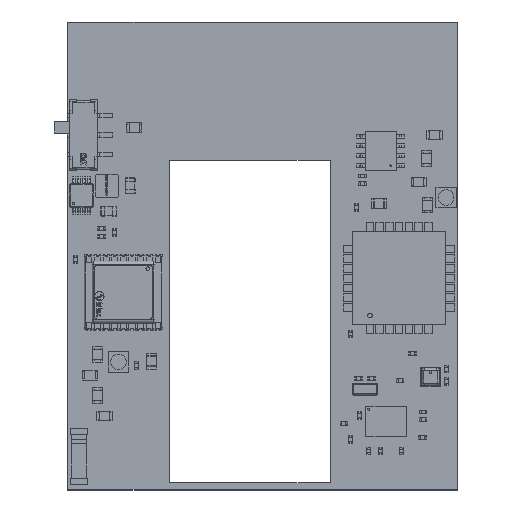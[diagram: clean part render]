
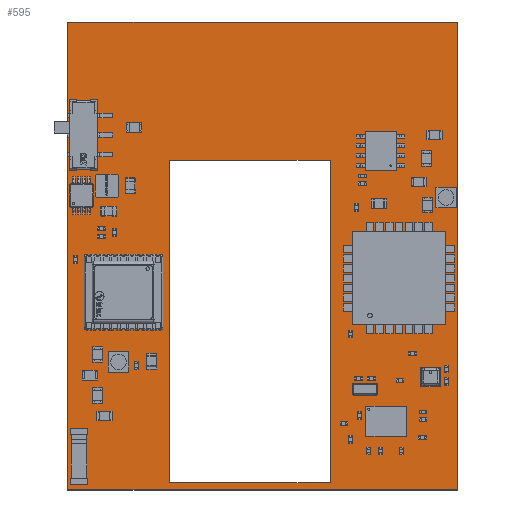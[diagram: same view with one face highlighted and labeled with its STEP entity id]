
A CAD part, top view. The second image highlights one B-rep face of the part: STEP entity #595.
In plain terms, the highlighted planar face has unit normal (0, 0, 1).
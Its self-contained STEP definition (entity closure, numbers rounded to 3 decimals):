
#264 = VERTEX_POINT('',#265);
#265 = CARTESIAN_POINT('',(0.,0.,1.621));
#271 = EDGE_CURVE('',#264,#272,#274,.T.);
#272 = VERTEX_POINT('',#273);
#273 = CARTESIAN_POINT('',(0.,60.,1.621));
#274 = LINE('',#275,#276);
#275 = CARTESIAN_POINT('',(0.,0.,1.621));
#276 = VECTOR('',#277,1.);
#277 = DIRECTION('',(0.,1.,0.));
#302 = EDGE_CURVE('',#272,#303,#305,.T.);
#303 = VERTEX_POINT('',#304);
#304 = CARTESIAN_POINT('',(50.,60.,1.621));
#305 = LINE('',#306,#307);
#306 = CARTESIAN_POINT('',(0.,60.,1.621));
#307 = VECTOR('',#308,1.);
#308 = DIRECTION('',(1.,0.,0.));
#333 = EDGE_CURVE('',#303,#334,#336,.T.);
#334 = VERTEX_POINT('',#335);
#335 = CARTESIAN_POINT('',(50.,0.,1.621));
#336 = LINE('',#337,#338);
#337 = CARTESIAN_POINT('',(50.,60.,1.621));
#338 = VECTOR('',#339,1.);
#339 = DIRECTION('',(0.,-1.,0.));
#364 = EDGE_CURVE('',#334,#264,#365,.T.);
#365 = LINE('',#366,#367);
#366 = CARTESIAN_POINT('',(50.,0.,1.621));
#367 = VECTOR('',#368,1.);
#368 = DIRECTION('',(-1.,0.,0.));
#388 = VERTEX_POINT('',#389);
#389 = CARTESIAN_POINT('',(2.45,42.1,1.621));
#395 = EDGE_CURVE('',#388,#388,#396,.T.);
#396 = CIRCLE('',#397,0.45);
#397 = AXIS2_PLACEMENT_3D('',#398,#399,#400);
#398 = CARTESIAN_POINT('',(2.,42.1,1.621));
#399 = DIRECTION('',(0.,0.,1.));
#400 = DIRECTION('',(1.,0.,-0.));
#421 = VERTEX_POINT('',#422);
#422 = CARTESIAN_POINT('',(33.638,0.9,1.621));
#428 = EDGE_CURVE('',#421,#429,#431,.T.);
#429 = VERTEX_POINT('',#430);
#430 = CARTESIAN_POINT('',(33.638,42.25,1.621));
#431 = LINE('',#432,#433);
#432 = CARTESIAN_POINT('',(33.638,0.9,1.621));
#433 = VECTOR('',#434,1.);
#434 = DIRECTION('',(0.,1.,0.));
#459 = EDGE_CURVE('',#429,#460,#462,.T.);
#460 = VERTEX_POINT('',#461);
#461 = CARTESIAN_POINT('',(13.,42.25,1.621));
#462 = LINE('',#463,#464);
#463 = CARTESIAN_POINT('',(33.638,42.25,1.621));
#464 = VECTOR('',#465,1.);
#465 = DIRECTION('',(-1.,0.,0.));
#490 = EDGE_CURVE('',#460,#491,#493,.T.);
#491 = VERTEX_POINT('',#492);
#492 = CARTESIAN_POINT('',(13.,0.9,1.621));
#493 = LINE('',#494,#495);
#494 = CARTESIAN_POINT('',(13.,42.25,1.621));
#495 = VECTOR('',#496,1.);
#496 = DIRECTION('',(0.,-1.,0.));
#521 = EDGE_CURVE('',#491,#421,#522,.T.);
#522 = LINE('',#523,#524);
#523 = CARTESIAN_POINT('',(13.,0.9,1.621));
#524 = VECTOR('',#525,1.);
#525 = DIRECTION('',(1.,0.,0.));
#545 = VERTEX_POINT('',#546);
#546 = CARTESIAN_POINT('',(2.45,48.9,1.621));
#552 = EDGE_CURVE('',#545,#545,#553,.T.);
#553 = CIRCLE('',#554,0.45);
#554 = AXIS2_PLACEMENT_3D('',#555,#556,#557);
#555 = CARTESIAN_POINT('',(2.,48.9,1.621));
#556 = DIRECTION('',(0.,0.,1.));
#557 = DIRECTION('',(1.,0.,-0.));
#595 = ADVANCED_FACE('',(#596,#602,#605,#611),#614,.F.);
#596 = FACE_BOUND('',#597,.F.);
#597 = EDGE_LOOP('',(#598,#599,#600,#601));
#598 = ORIENTED_EDGE('',*,*,#271,.T.);
#599 = ORIENTED_EDGE('',*,*,#302,.T.);
#600 = ORIENTED_EDGE('',*,*,#333,.T.);
#601 = ORIENTED_EDGE('',*,*,#364,.T.);
#602 = FACE_BOUND('',#603,.F.);
#603 = EDGE_LOOP('',(#604));
#604 = ORIENTED_EDGE('',*,*,#395,.T.);
#605 = FACE_BOUND('',#606,.F.);
#606 = EDGE_LOOP('',(#607,#608,#609,#610));
#607 = ORIENTED_EDGE('',*,*,#428,.T.);
#608 = ORIENTED_EDGE('',*,*,#459,.T.);
#609 = ORIENTED_EDGE('',*,*,#490,.T.);
#610 = ORIENTED_EDGE('',*,*,#521,.T.);
#611 = FACE_BOUND('',#612,.F.);
#612 = EDGE_LOOP('',(#613));
#613 = ORIENTED_EDGE('',*,*,#552,.T.);
#614 = PLANE('',#615);
#615 = AXIS2_PLACEMENT_3D('',#616,#617,#618);
#616 = CARTESIAN_POINT('',(25.,30.,1.621));
#617 = DIRECTION('',(-0.,-0.,-1.));
#618 = DIRECTION('',(-1.,0.,0.));
